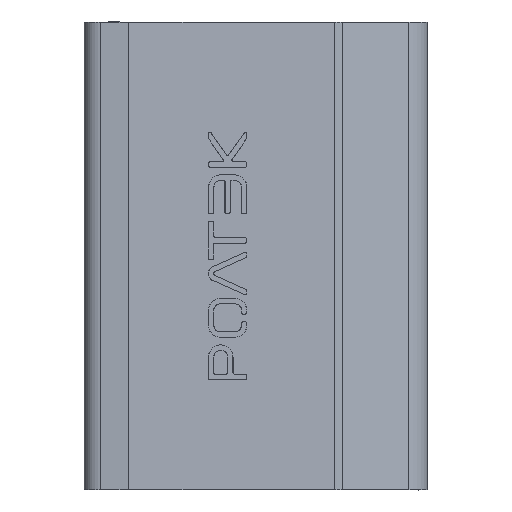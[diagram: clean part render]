
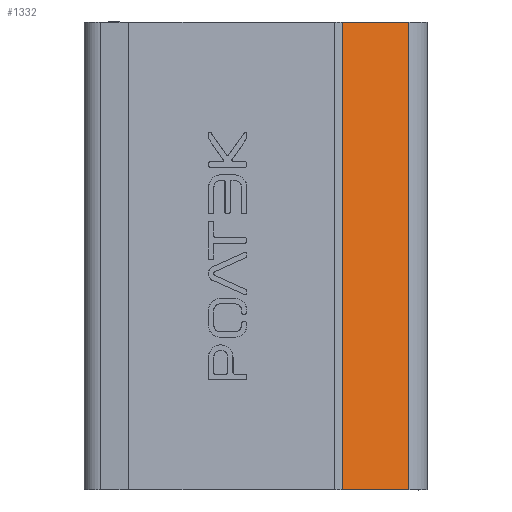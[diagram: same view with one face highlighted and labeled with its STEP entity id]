
A CAD part, left-side view. The second image highlights one B-rep face of the part: STEP entity #1332.
In plain terms, the highlighted face is planar.
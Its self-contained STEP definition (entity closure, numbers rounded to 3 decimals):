
#1332=ADVANCED_FACE('',(#2678),#2680,.F.);
#2678=FACE_BOUND('',#2679,.T.);
#2679=EDGE_LOOP('',(#3750,#3751,#3752,#3753));
#2680=PLANE('',#2681);
#2681=AXIS2_PLACEMENT_3D('',#2682,#2683,#2684);
#2682=CARTESIAN_POINT('',(0.,13.193,-4.85));
#2683=DIRECTION('',(0.,-0.927,0.375));
#2684=DIRECTION('',(1.,0.,0.));
#3750=ORIENTED_EDGE('',*,*,#4308,.T.);
#3751=ORIENTED_EDGE('',*,*,#4309,.F.);
#3752=ORIENTED_EDGE('',*,*,#4296,.T.);
#3753=ORIENTED_EDGE('',*,*,#4310,.F.);
#4296=EDGE_CURVE('',#4980,#4981,#4982,.T.);
#4308=EDGE_CURVE('',#5000,#5001,#5002,.T.);
#4309=EDGE_CURVE('',#4980,#5001,#5003,.T.);
#4310=EDGE_CURVE('',#5000,#4981,#5004,.T.);
#4980=VERTEX_POINT('',#6528);
#4981=VERTEX_POINT('',#6529);
#4982=LINE('',#6530,#6531);
#5000=VERTEX_POINT('',#6576);
#5001=VERTEX_POINT('',#6577);
#5002=LINE('',#6578,#6579);
#5003=LINE('',#6581,#6582);
#5004=LINE('',#6584,#6585);
#6528=CARTESIAN_POINT('',(0.,-1.167,-40.392));
#6529=CARTESIAN_POINT('',(85.,-1.167,-40.392));
#6530=CARTESIAN_POINT('',(0.,-1.167,-40.392));
#6531=VECTOR('',#6532,1.);
#6532=DIRECTION('',(1.,0.,0.));
#6576=CARTESIAN_POINT('',(85.,-6.058,-52.497));
#6577=CARTESIAN_POINT('',(0.,-6.058,-52.497));
#6578=CARTESIAN_POINT('',(85.,-6.058,-52.497));
#6579=VECTOR('',#6580,1.);
#6580=DIRECTION('',(-1.,0.,0.));
#6581=CARTESIAN_POINT('',(0.,-1.167,-40.392));
#6582=VECTOR('',#6583,1.);
#6583=DIRECTION('',(0.,-0.375,-0.927));
#6584=CARTESIAN_POINT('',(85.,-6.058,-52.497));
#6585=VECTOR('',#6586,1.);
#6586=DIRECTION('',(0.,0.375,0.927));
